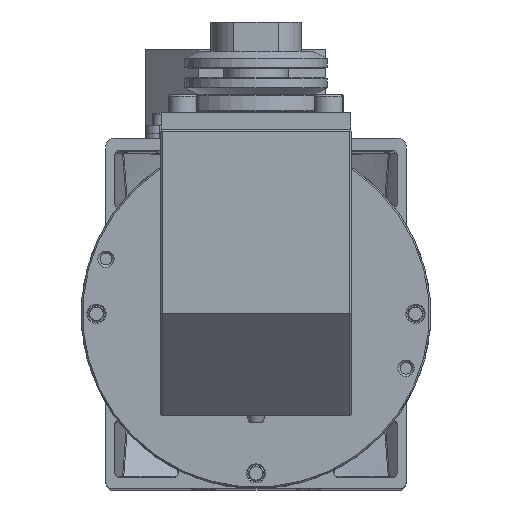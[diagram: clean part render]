
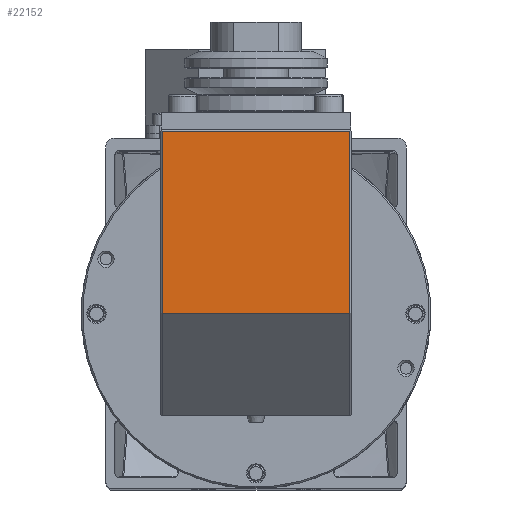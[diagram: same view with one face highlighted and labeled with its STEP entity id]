
A CAD part, top view. The second image highlights one B-rep face of the part: STEP entity #22152.
In plain terms, the highlighted face is planar.
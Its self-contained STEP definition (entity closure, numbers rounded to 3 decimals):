
#549 = ORIENTED_EDGE ( 'NONE', *, *, #79893, .T. ) ;
#5742 = LINE ( 'NONE', #31954, #64383 ) ;
#10569 = VECTOR ( 'NONE', #40577, 1000. ) ;
#10740 = CARTESIAN_POINT ( 'NONE',  ( 64.8, 73., -63. ) ) ;
#11285 = EDGE_LOOP ( 'NONE', ( #27240, #54847, #549, #44544 ) ) ;
#14800 = DIRECTION ( 'NONE',  ( 0., 0., -1. ) ) ;
#15818 = CARTESIAN_POINT ( 'NONE',  ( 0.5, 73., -0.5 ) ) ;
#16217 = VERTEX_POINT ( 'NONE', #71181 ) ;
#17224 = VECTOR ( 'NONE', #30006, 1000. ) ;
#18688 = VERTEX_POINT ( 'NONE', #10740 ) ;
#22152 = ADVANCED_FACE ( 'NONE', ( #53052 ), #72750, .F. ) ;
#24981 = EDGE_CURVE ( 'NONE', #16217, #18688, #5742, .T. ) ;
#26812 = AXIS2_PLACEMENT_3D ( 'NONE', #33961, #40480, #14800 ) ;
#27240 = ORIENTED_EDGE ( 'NONE', *, *, #59990, .T. ) ;
#27730 = CARTESIAN_POINT ( 'NONE',  ( 0.5, 73., -0.5 ) ) ;
#30006 = DIRECTION ( 'NONE',  ( 1., 0., 0. ) ) ;
#31954 = CARTESIAN_POINT ( 'NONE',  ( 64.8, 73., 0. ) ) ;
#33961 = CARTESIAN_POINT ( 'NONE',  ( 65.3, 73., 0. ) ) ;
#37888 = LINE ( 'NONE', #15818, #10569 ) ;
#40480 = DIRECTION ( 'NONE',  ( 0., -1., 0. ) ) ;
#40577 = DIRECTION ( 'NONE',  ( 0., 0., 1. ) ) ;
#42443 = LINE ( 'NONE', #82569, #17224 ) ;
#44347 = VECTOR ( 'NONE', #65479, 1000. ) ;
#44544 = ORIENTED_EDGE ( 'NONE', *, *, #53747, .T. ) ;
#45931 = CARTESIAN_POINT ( 'NONE',  ( 65.3, 73., -63. ) ) ;
#51327 = VERTEX_POINT ( 'NONE', #57878 ) ;
#53052 = FACE_OUTER_BOUND ( 'NONE', #11285, .T. ) ;
#53747 = EDGE_CURVE ( 'NONE', #51327, #69441, #37888, .T. ) ;
#54847 = ORIENTED_EDGE ( 'NONE', *, *, #24981, .T. ) ;
#57878 = CARTESIAN_POINT ( 'NONE',  ( 0.5, 73., -63. ) ) ;
#59538 = LINE ( 'NONE', #45931, #44347 ) ;
#59990 = EDGE_CURVE ( 'NONE', #69441, #16217, #42443, .T. ) ;
#64383 = VECTOR ( 'NONE', #77201, 1000. ) ;
#65479 = DIRECTION ( 'NONE',  ( -1., 0., 0. ) ) ;
#69441 = VERTEX_POINT ( 'NONE', #27730 ) ;
#71181 = CARTESIAN_POINT ( 'NONE',  ( 64.8, 73., -0.5 ) ) ;
#72750 = PLANE ( 'NONE',  #26812 ) ;
#77201 = DIRECTION ( 'NONE',  ( 0., 0., -1. ) ) ;
#79893 = EDGE_CURVE ( 'NONE', #18688, #51327, #59538, .T. ) ;
#82569 = CARTESIAN_POINT ( 'NONE',  ( 65.3, 73., -0.5 ) ) ;
